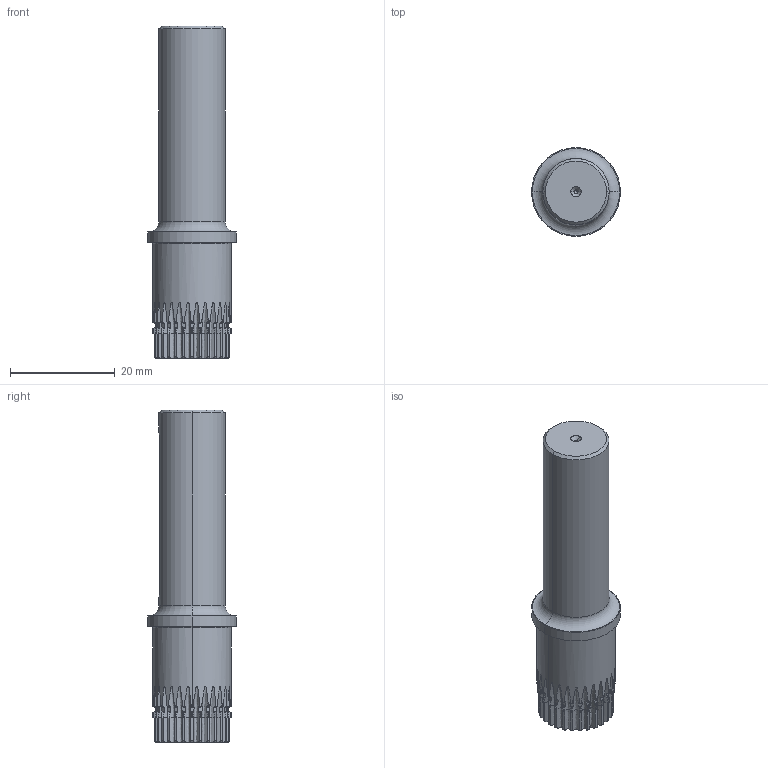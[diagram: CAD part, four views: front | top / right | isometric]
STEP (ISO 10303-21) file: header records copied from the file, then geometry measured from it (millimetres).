
FILE_DESCRIPTION (( 'STEP AP214' ), '1' );
FILE_NAME ('217-2625-020 Rev1.STEP', '2012-10-22T09:22:35', ( '' ), ( '' ), 'SwSTEP 2.0', 'SolidWorks 2011', '' );
FILE_SCHEMA (( 'AUTOMOTIVE_DESIGN' ));
Length unit declared in the file: millimetre
Products named in the file (1): 217-2625-020 Rev1
Bounding box: 17 x 17 x 63.5 mm (x, y, z)
Volume: 8980.3 mm3; surface area: 3398.1 mm2
Topology: 1 solids, 1 shells, 453 faces, 1221 edges, 772 vertices
Faces by surface type: cone 118, cylinder 97, torus 91, plane 91, bspline 56
Entity records: 28531 total; most frequent: CARTESIAN_POINT 18280, ORIENTED_EDGE 2438, DIRECTION 1803, EDGE_CURVE 1219, AXIS2_PLACEMENT_3D 833, VERTEX_POINT 772, B_SPLINE_CURVE_WITH_KNOTS 647, EDGE_LOOP 457
